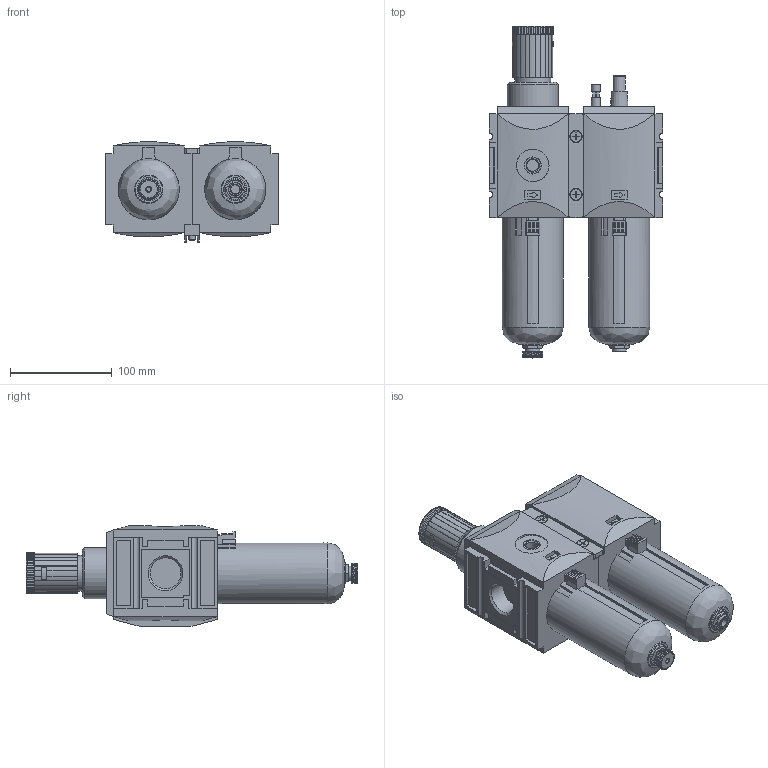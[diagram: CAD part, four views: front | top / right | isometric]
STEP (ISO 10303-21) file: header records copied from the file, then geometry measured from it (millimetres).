
FILE_DESCRIPTION( ( 'STEP AP203' ), '1' );
FILE_NAME( '92804_GG00_2_03.stp', ' ', ( ' ' ), ( ' ' ), 'PSStep 15.0.47', 'PARTsolutions', ' ' );
FILE_SCHEMA( ( 'CONFIG_CONTROL_DESIGN' ) );
Length unit declared in the file: millimetre
Products named in the file (10): 92804.GG00; _FU 6111G 1000-1; _FU 6111-3; _FU 6111_0; _FU 6202G 1000-1; _FU 6202_0; _KP 300-1; _KP 300-3; _KP 300-2; _KP 300-4
Assembly tree (10 placements, depth 2):
  92804.GG00
    _FU 6111G 1000-1
    _FU 6111-3
    _FU 6111_0
    _FU 6202G 1000-1
    _FU 6202_0
    _KP 300-1
    _KP 300-3  x2
    _KP 300-2
    _KP 300-4
Bounding box: 170 x 326 x 98.64 mm (x, y, z)
Volume: 2301412.4 mm3; surface area: 227066.8 mm2
Topology: 10 solids, 10 shells, 1042 faces, 2701 edges, 1749 vertices
Faces by surface type: plane 593, cylinder 334, torus 62, cone 51, bspline 2
Full cylindrical faces by diameter (mm): 4 x2, 5.387 x2, 6 x2, 6.4 x2, 6.5 x2, 8 x1, 8.566 x2, 9 x2, 11.3 x2, 11.445 x1, 14 x2, 16.5 x2, 16.8 x2, 20 x1, 22 x2, 23 x2, 27 x2, 30.291 x4, 32 x2, 35 x1, 50 x1, 60 x2
Entity records: 32369 total; most frequent: CARTESIAN_POINT 7487, ORIENTED_EDGE 5084, DIRECTION 5056, EDGE_CURVE 2542, AXIS2_PLACEMENT_3D 1755, VERTEX_POINT 1696, LINE 1546, VECTOR 1546
